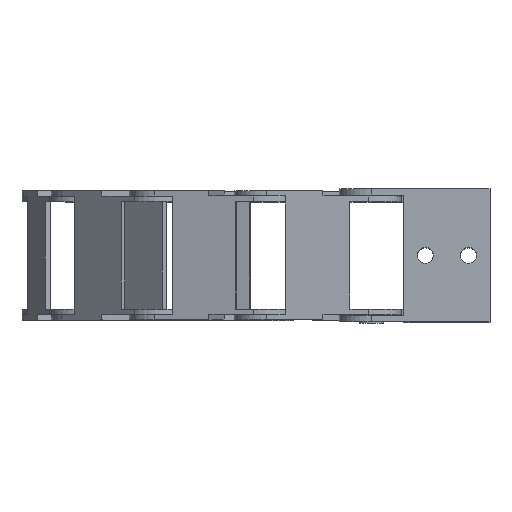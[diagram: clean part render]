
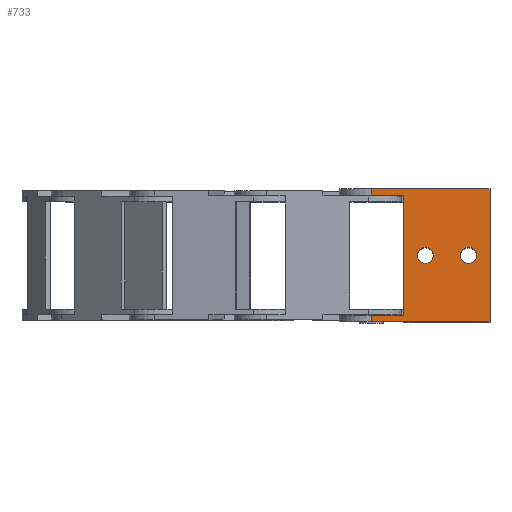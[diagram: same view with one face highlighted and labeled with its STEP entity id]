
A CAD part, top view. The second image highlights one B-rep face of the part: STEP entity #733.
In plain terms, the highlighted planar face has unit normal (0, 0, 1).
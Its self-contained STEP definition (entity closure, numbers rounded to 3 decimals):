
#733=ADVANCED_FACE('',(#1630,#1631,#1632),#1633,.T.);
#1630=FACE_BOUND('',#2832,.T.);
#1631=FACE_BOUND('',#2833,.T.);
#1632=FACE_OUTER_BOUND('',#2834,.T.);
#1633=PLANE('',#2835);
#2832=EDGE_LOOP('',(#4294,#4295));
#2833=EDGE_LOOP('',(#4296,#4297));
#2834=EDGE_LOOP('',(#4298,#4299,#4300,#4301,#4302,#4303,#4304,#4305));
#2835=AXIS2_PLACEMENT_3D('',#4306,#4307,#4308);
#4294=ORIENTED_EDGE('',*,*,#7593,.T.);
#4295=ORIENTED_EDGE('',*,*,#7595,.T.);
#4296=ORIENTED_EDGE('',*,*,#7588,.T.);
#4297=ORIENTED_EDGE('',*,*,#7598,.T.);
#4298=ORIENTED_EDGE('',*,*,#7651,.F.);
#4299=ORIENTED_EDGE('',*,*,#7629,.T.);
#4300=ORIENTED_EDGE('',*,*,#7625,.T.);
#4301=ORIENTED_EDGE('',*,*,#7606,.T.);
#4302=ORIENTED_EDGE('',*,*,#7647,.T.);
#4303=ORIENTED_EDGE('',*,*,#7652,.T.);
#4304=ORIENTED_EDGE('',*,*,#7644,.T.);
#4305=ORIENTED_EDGE('',*,*,#7640,.T.);
#4306=CARTESIAN_POINT('',(11.0,22.35,82.0));
#4307=DIRECTION('',(0.0,0.0,1.0));
#4308=DIRECTION('',(-1.0,0.0,0.0));
#7588=EDGE_CURVE('',#9076,#9080,#9082,.T.);
#7593=EDGE_CURVE('',#9085,#9089,#9091,.T.);
#7595=EDGE_CURVE('',#9089,#9085,#9093,.T.);
#7598=EDGE_CURVE('',#9080,#9076,#9096,.T.);
#7606=EDGE_CURVE('',#9108,#9109,#9110,.T.);
#7625=EDGE_CURVE('',#9137,#9108,#9138,.T.);
#7629=EDGE_CURVE('',#9142,#9137,#9143,.T.);
#7640=EDGE_CURVE('',#9151,#9157,#9159,.T.);
#7644=EDGE_CURVE('',#9161,#9151,#9165,.T.);
#7647=EDGE_CURVE('',#9109,#9168,#9170,.T.);
#7651=EDGE_CURVE('',#9142,#9157,#9175,.T.);
#7652=EDGE_CURVE('',#9168,#9161,#9176,.T.);
#9076=VERTEX_POINT('',#11266);
#9080=VERTEX_POINT('',#11271);
#9082=CIRCLE('',#11274,1.5);
#9085=VERTEX_POINT('',#11277);
#9089=VERTEX_POINT('',#11282);
#9091=CIRCLE('',#11285,1.5);
#9093=CIRCLE('',#11287,1.5);
#9096=CIRCLE('',#11290,1.5);
#9108=VERTEX_POINT('',#11306);
#9109=VERTEX_POINT('',#11307);
#9110=LINE('',#11308,#11309);
#9137=VERTEX_POINT('',#11348);
#9138=LINE('',#11349,#11350);
#9142=VERTEX_POINT('',#11354);
#9143=LINE('',#11355,#11356);
#9151=VERTEX_POINT('',#11365);
#9157=VERTEX_POINT('',#11373);
#9159=LINE('',#11376,#11377);
#9161=VERTEX_POINT('',#11379);
#9165=LINE('',#11384,#11385);
#9168=VERTEX_POINT('',#11388);
#9170=LINE('',#11391,#11392);
#9175=LINE('',#11399,#11400);
#9176=LINE('',#11401,#11402);
#11266=CARTESIAN_POINT('',(19.5,10.0,82.0));
#11271=CARTESIAN_POINT('',(16.5,10.0,82.0));
#11274=AXIS2_PLACEMENT_3D('',#13999,#14000,#14001);
#11277=CARTESIAN_POINT('',(11.5,10.0,82.0));
#11282=CARTESIAN_POINT('',(8.5,10.0,82.0));
#11285=AXIS2_PLACEMENT_3D('',#14007,#14008,#14009);
#11287=AXIS2_PLACEMENT_3D('',#14010,#14011,#14012);
#11290=AXIS2_PLACEMENT_3D('',#14016,#14017,#14018);
#11306=CARTESIAN_POINT('',(0.,21.175,82.0));
#11307=CARTESIAN_POINT('',(6.0,21.175,82.0));
#11308=CARTESIAN_POINT('',(5.5,21.175,82.0));
#11309=VECTOR('',#14026,1.0);
#11348=CARTESIAN_POINT('',(0.0,22.35,82.0));
#11349=CARTESIAN_POINT('',(0.0,22.35,82.0));
#11350=VECTOR('',#14045,1.0);
#11354=CARTESIAN_POINT('',(22.0,22.35,82.0));
#11355=CARTESIAN_POINT('',(22.0,22.35,82.0));
#11356=VECTOR('',#14052,1.0);
#11365=CARTESIAN_POINT('',(0.0,-2.35,82.0));
#11373=CARTESIAN_POINT('',(22.0,-2.35,82.0));
#11376=CARTESIAN_POINT('',(22.0,-2.35,82.0));
#11377=VECTOR('',#14066,1.0);
#11379=CARTESIAN_POINT('',(0.,-1.175,82.0));
#11384=CARTESIAN_POINT('',(0.0,22.35,82.0));
#11385=VECTOR('',#14071,1.0);
#11388=CARTESIAN_POINT('',(6.0,-1.175,82.0));
#11391=CARTESIAN_POINT('',(6.0,16.175,82.0));
#11392=VECTOR('',#14073,1.0);
#11399=CARTESIAN_POINT('',(22.0,22.35,82.0));
#11400=VECTOR('',#14076,1.0);
#11401=CARTESIAN_POINT('',(5.5,-1.175,82.0));
#11402=VECTOR('',#14077,1.0);
#13999=CARTESIAN_POINT('',(18.0,10.0,82.0));
#14000=DIRECTION('',(0.0,0.0,-1.0));
#14001=DIRECTION('',(1.0,0.0,0.0));
#14007=CARTESIAN_POINT('',(10.0,10.0,82.0));
#14008=DIRECTION('',(0.0,0.0,-1.0));
#14009=DIRECTION('',(1.0,0.0,0.0));
#14010=CARTESIAN_POINT('',(10.0,10.0,82.0));
#14011=DIRECTION('',(0.0,0.0,-1.0));
#14012=DIRECTION('',(1.0,0.0,0.0));
#14016=CARTESIAN_POINT('',(18.0,10.0,82.0));
#14017=DIRECTION('',(0.0,0.0,-1.0));
#14018=DIRECTION('',(1.0,0.0,0.0));
#14026=DIRECTION('',(1.0,0.0,-0.0));
#14045=DIRECTION('',(0.0,-1.0,0.0));
#14052=DIRECTION('',(-1.0,0.0,0.0));
#14066=DIRECTION('',(1.0,0.0,0.0));
#14071=DIRECTION('',(0.0,-1.0,0.0));
#14073=DIRECTION('',(-0.0,-1.0,0.0));
#14076=DIRECTION('',(0.0,-1.0,0.0));
#14077=DIRECTION('',(-1.0,0.0,0.0));
